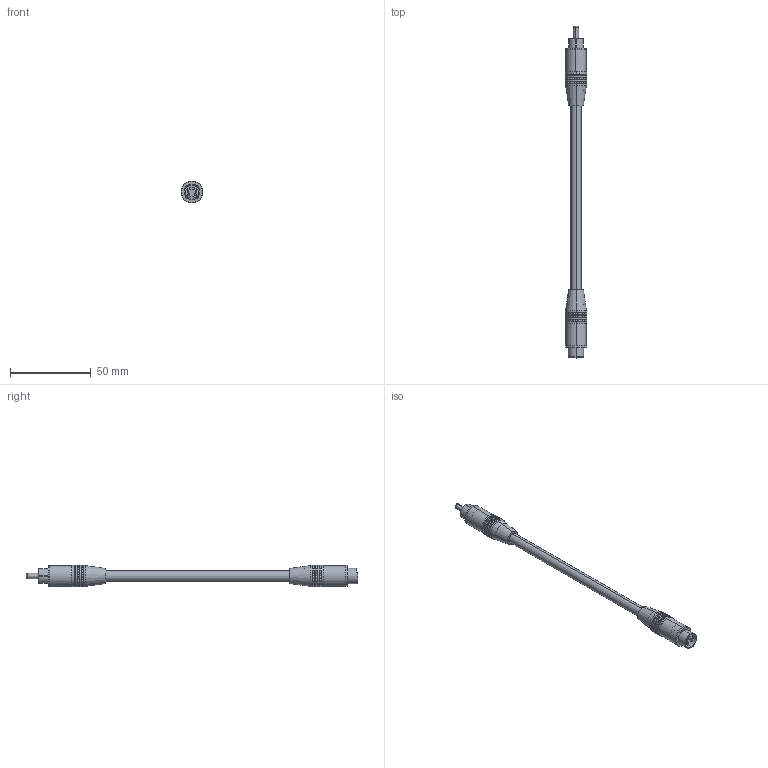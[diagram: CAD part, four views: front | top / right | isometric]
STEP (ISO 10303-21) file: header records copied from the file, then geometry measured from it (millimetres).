
FILE_DESCRIPTION (( 'STEP AP203' ), '1' );
FILE_NAME ('CCD144MR-2.STEP', '2006-07-20T16:08:20', ( 'L-COM' ), ( 'L-COM' ), 'SwSTEP 2.0', 'SolidWorks 2006004', '' );
FILE_SCHEMA (( 'CONFIG_CONTROL_DESIGN' ));
Length unit declared in the file: inch
Products named in the file (7): BAC-MD4M-MA1; 3AB03-020-MA1; CCD144MR-2; CCD144MR-MA1; BAC-MD4M; BAC-MD4M-MA2; 3AB03-020
Assembly tree (7 placements, depth 3):
  CCD144MR-2
    BAC-MD4M
      BAC-MD4M-MA1
      BAC-MD4M-MA2
    CCD144MR-MA1
    3AB03-020
      BAC-MD4M-MA1
      3AB03-020-MA1
Bounding box: 13.34 x 206.2 x 13.34 mm (x, y, z)
Volume: 8074.1 mm3; surface area: 10735 mm2
Topology: 5 solids, 5 shells, 1066 faces, 2560 edges, 1666 vertices
Faces by surface type: plane 857, cylinder 123, cone 76, torus 10
Entity records: 20085 total; most frequent: CARTESIAN_POINT 3820, ORIENTED_EDGE 3224, DIRECTION 3152, EDGE_CURVE 1612, VECTOR 1124, LINE 1124, VERTEX_POINT 1034, AXIS2_PLACEMENT_3D 1014
